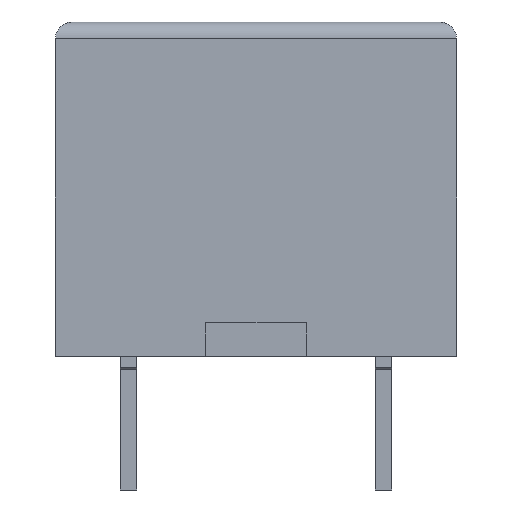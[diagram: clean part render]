
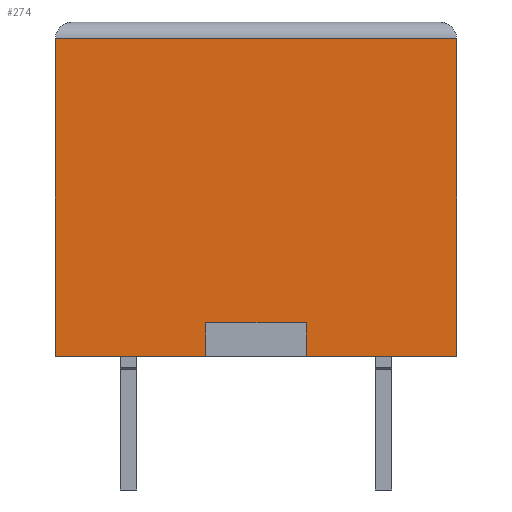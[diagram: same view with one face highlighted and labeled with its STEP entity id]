
A CAD part, left-side view. The second image highlights one B-rep face of the part: STEP entity #274.
In plain terms, the highlighted planar face has unit normal (-1, 0, 0).
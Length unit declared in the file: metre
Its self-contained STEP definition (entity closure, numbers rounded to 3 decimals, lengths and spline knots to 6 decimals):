
#274 = ADVANCED_FACE( '', ( #635 ), #636, .T. );
#635 = FACE_OUTER_BOUND( '', #1092, .T. );
#636 = PLANE( '', #1093 );
#1092 = EDGE_LOOP( '', ( #1839, #1840, #1841, #1842, #1843, #1844, #1845, #1846 ) );
#1093 = AXIS2_PLACEMENT_3D( '', #1847, #1848, #1849 );
#1839 = ORIENTED_EDGE( '', *, *, #3012, .T. );
#1840 = ORIENTED_EDGE( '', *, *, #3013, .F. );
#1841 = ORIENTED_EDGE( '', *, *, #3014, .F. );
#1842 = ORIENTED_EDGE( '', *, *, #2805, .T. );
#1843 = ORIENTED_EDGE( '', *, *, #3015, .T. );
#1844 = ORIENTED_EDGE( '', *, *, #3016, .F. );
#1845 = ORIENTED_EDGE( '', *, *, #3017, .F. );
#1846 = ORIENTED_EDGE( '', *, *, #3018, .F. );
#1847 = CARTESIAN_POINT( '', ( 0., 0.006, 0.01 ) );
#1848 = DIRECTION( '', ( -1., 0., 0. ) );
#1849 = DIRECTION( '', ( 0., 0., 1. ) );
#2805 = EDGE_CURVE( '', #3383, #3380, #3384, .T. );
#3012 = EDGE_CURVE( '', #3722, #3723, #3724, .T. );
#3013 = EDGE_CURVE( '', #3725, #3723, #3726, .T. );
#3014 = EDGE_CURVE( '', #3383, #3725, #3727, .T. );
#3015 = EDGE_CURVE( '', #3380, #3728, #3729, .T. );
#3016 = EDGE_CURVE( '', #3730, #3728, #3731, .T. );
#3017 = EDGE_CURVE( '', #3732, #3730, #3733, .T. );
#3018 = EDGE_CURVE( '', #3722, #3732, #3734, .T. );
#3380 = VERTEX_POINT( '', #4216 );
#3383 = VERTEX_POINT( '', #4219 );
#3384 = LINE( '', #4220, #4221 );
#3722 = VERTEX_POINT( '', #4721 );
#3723 = VERTEX_POINT( '', #4722 );
#3724 = LINE( '', #4723, #4724 );
#3725 = VERTEX_POINT( '', #4725 );
#3726 = LINE( '', #4726, #4727 );
#3727 = LINE( '', #4728, #4729 );
#3728 = VERTEX_POINT( '', #4730 );
#3729 = LINE( '', #4731, #4732 );
#3730 = VERTEX_POINT( '', #4733 );
#3731 = LINE( '', #4734, #4735 );
#3732 = VERTEX_POINT( '', #4736 );
#3733 = LINE( '', #4737, #4738 );
#3734 = LINE( '', #4739, #4740 );
#4216 = CARTESIAN_POINT( '', ( 0., 0.012, 0.0095 ) );
#4219 = CARTESIAN_POINT( '', ( 0., 0., 0.0095 ) );
#4220 = CARTESIAN_POINT( '', ( 0., 0.006, 0.0095 ) );
#4221 = VECTOR( '', #5323, 1. );
#4721 = CARTESIAN_POINT( '', ( 0., 0.0045, 0.001 ) );
#4722 = CARTESIAN_POINT( '', ( 0., 0.0045, 0. ) );
#4723 = CARTESIAN_POINT( '', ( 0., 0.0045, 0.001 ) );
#4724 = VECTOR( '', #5489, 1. );
#4725 = CARTESIAN_POINT( '', ( 0., 0., 0. ) );
#4726 = CARTESIAN_POINT( '', ( 0., 0.006, 0. ) );
#4727 = VECTOR( '', #5490, 1. );
#4728 = CARTESIAN_POINT( '', ( 0., 0., 0.01 ) );
#4729 = VECTOR( '', #5491, 1. );
#4730 = CARTESIAN_POINT( '', ( 0., 0.012, 0. ) );
#4731 = CARTESIAN_POINT( '', ( 0., 0.012, 0.01 ) );
#4732 = VECTOR( '', #5492, 1. );
#4733 = CARTESIAN_POINT( '', ( 0., 0.0075, 0. ) );
#4734 = CARTESIAN_POINT( '', ( 0., 0.006, 0. ) );
#4735 = VECTOR( '', #5493, 1. );
#4736 = CARTESIAN_POINT( '', ( 0., 0.0075, 0.001 ) );
#4737 = CARTESIAN_POINT( '', ( 0., 0.0075, 0.001 ) );
#4738 = VECTOR( '', #5494, 1. );
#4739 = CARTESIAN_POINT( '', ( 0., 0.006, 0.001 ) );
#4740 = VECTOR( '', #5495, 1. );
#5323 = DIRECTION( '', ( 0., 1., 0. ) );
#5489 = DIRECTION( '', ( 0., 0., -1. ) );
#5490 = DIRECTION( '', ( 0., 1., 0. ) );
#5491 = DIRECTION( '', ( 0., 0., -1. ) );
#5492 = DIRECTION( '', ( 0., 0., -1. ) );
#5493 = DIRECTION( '', ( 0., 1., 0. ) );
#5494 = DIRECTION( '', ( 0., 0., -1. ) );
#5495 = DIRECTION( '', ( 0., 1., 0. ) );
